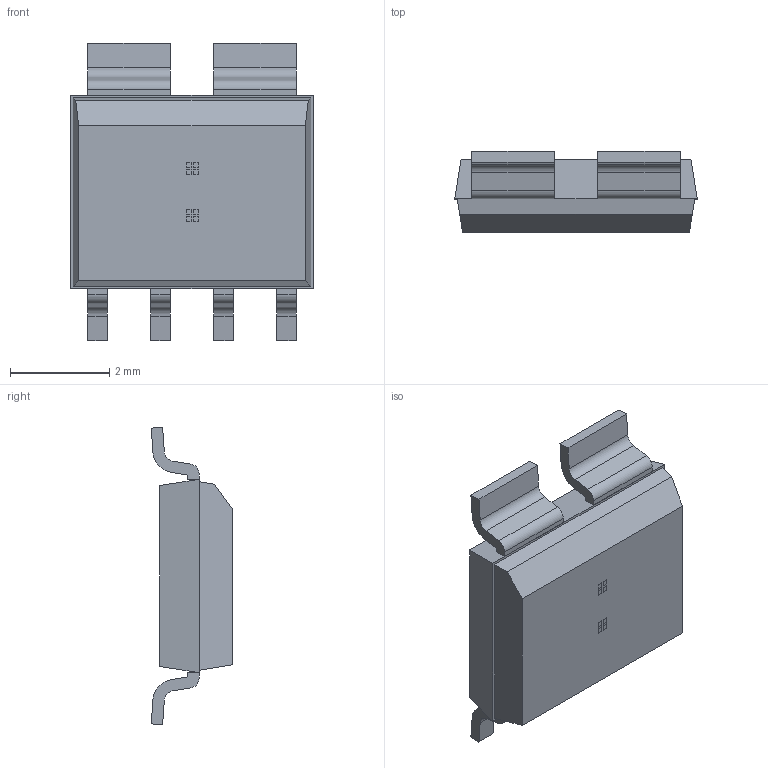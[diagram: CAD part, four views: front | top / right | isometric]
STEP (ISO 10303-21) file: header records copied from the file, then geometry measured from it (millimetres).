
FILE_DESCRIPTION (( 'STEP AP214' ), '1' );
FILE_NAME ('ACS37010LLZATR-050B3.STEP', '2023-03-25T00:53:04', ( '' ), ( '' ), 'SwSTEP 2.0', 'SolidWorks 2019', '' );
FILE_SCHEMA (( 'AUTOMOTIVE_DESIGN' ));
Length unit declared in the file: millimetre
Products named in the file (1): ACS37010LLZATR-050B3
Bounding box: 4.89 x 1.64 x 6 mm (x, y, z)
Volume: 27.3 mm3; surface area: 79.8 mm2
Topology: 7 solids, 7 shells, 130 faces, 321 edges, 214 vertices
Faces by surface type: plane 112, cylinder 18
Entity records: 4747 total; most frequent: CARTESIAN_POINT 666, ORIENTED_EDGE 642, DIRECTION 619, EDGE_CURVE 321, VECTOR 285, LINE 285, VERTEX_POINT 214, AXIS2_PLACEMENT_3D 167
